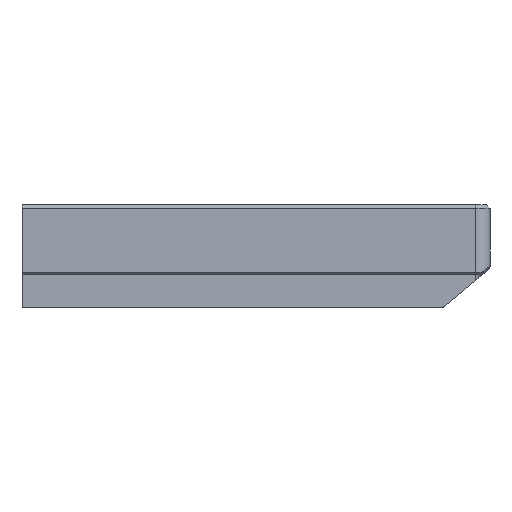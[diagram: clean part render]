
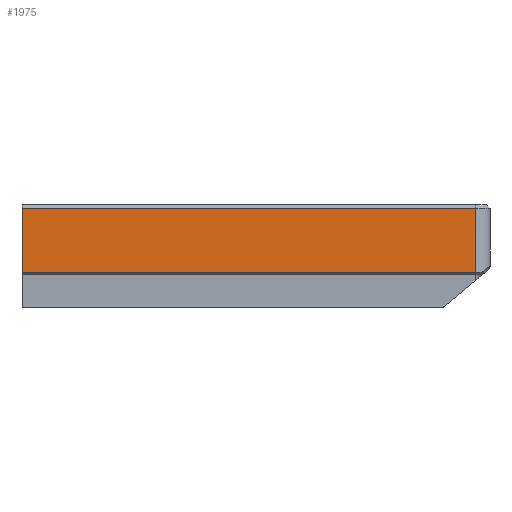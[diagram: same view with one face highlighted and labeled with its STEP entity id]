
A CAD part, front view. The second image highlights one B-rep face of the part: STEP entity #1975.
In plain terms, the highlighted planar face has unit normal (0, -1, 0).
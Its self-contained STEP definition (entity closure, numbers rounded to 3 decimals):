
#186=FACE_OUTER_BOUND('',#299,.T.);
#299=EDGE_LOOP('',(#1335,#1336,#1337,#1338));
#422=LINE('',#2909,#621);
#432=LINE('',#2931,#631);
#438=LINE('',#2943,#637);
#439=LINE('',#2944,#638);
#621=VECTOR('',#2307,10.);
#631=VECTOR('',#2321,10.);
#637=VECTOR('',#2331,10.);
#638=VECTOR('',#2332,10.);
#813=VERTEX_POINT('',#2893);
#820=VERTEX_POINT('',#2907);
#830=VERTEX_POINT('',#2930);
#834=VERTEX_POINT('',#2942);
#1014=EDGE_CURVE('',#813,#820,#422,.T.);
#1024=EDGE_CURVE('',#813,#830,#432,.T.);
#1030=EDGE_CURVE('',#834,#820,#438,.T.);
#1031=EDGE_CURVE('',#830,#834,#439,.T.);
#1335=ORIENTED_EDGE('',*,*,#1014,.T.);
#1336=ORIENTED_EDGE('',*,*,#1030,.F.);
#1337=ORIENTED_EDGE('',*,*,#1031,.F.);
#1338=ORIENTED_EDGE('',*,*,#1024,.F.);
#1919=PLANE('',#2102);
#1975=ADVANCED_FACE('',(#186),#1919,.T.);
#2102=AXIS2_PLACEMENT_3D('',#2941,#2329,#2330);
#2307=DIRECTION('',(0.,0.,-1.));
#2321=DIRECTION('',(1.,0.,0.));
#2329=DIRECTION('center_axis',(0.,-1.,0.));
#2330=DIRECTION('ref_axis',(1.,0.,0.));
#2331=DIRECTION('',(-1.,0.,0.));
#2332=DIRECTION('',(0.,0.,-1.));
#2893=CARTESIAN_POINT('',(123.925,-82.2,8.));
#2907=CARTESIAN_POINT('',(123.925,-82.2,-9.5));
#2909=CARTESIAN_POINT('',(123.925,-82.2,4.5));
#2930=CARTESIAN_POINT('',(247.65,-82.2,8.));
#2931=CARTESIAN_POINT('',(59.913,-82.2,8.));
#2941=CARTESIAN_POINT('Origin',(-4.,-82.2,0.));
#2942=CARTESIAN_POINT('',(247.65,-82.2,-9.5));
#2943=CARTESIAN_POINT('',(59.913,-82.2,-9.5));
#2944=CARTESIAN_POINT('',(247.65,-82.2,0.));
